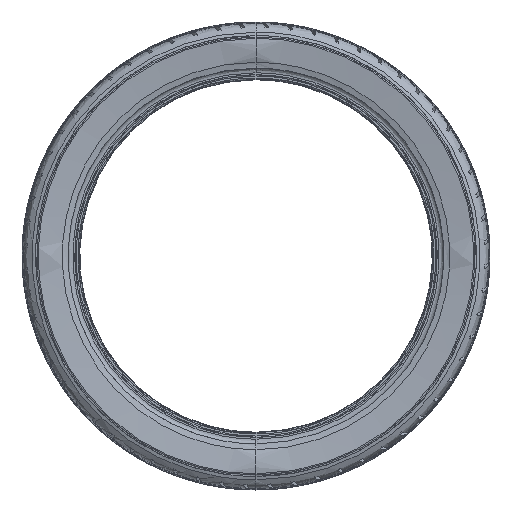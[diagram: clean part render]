
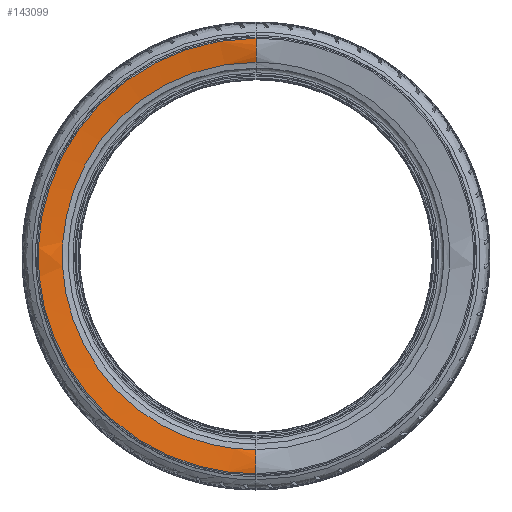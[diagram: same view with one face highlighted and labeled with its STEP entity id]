
A CAD part, left-side view. The second image highlights one B-rep face of the part: STEP entity #143099.
In plain terms, the highlighted free-form (B-spline) face has degree [2, 2] with [5, 3] control points.
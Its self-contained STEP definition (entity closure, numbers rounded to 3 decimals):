
#143016 = VERTEX_POINT('',#143017);
#143017 = CARTESIAN_POINT('',(-169.189,0.,401.488));
#143024 = VERTEX_POINT('',#143025);
#143025 = CARTESIAN_POINT('',(-169.189,0.,
    -401.488));
#143059 = EDGE_CURVE('',#143060,#143024,#143062,.T.);
#143060 = VERTEX_POINT('',#143061);
#143061 = CARTESIAN_POINT('',(-175.058,0.,
    -451.41));
#143062 = ( BOUNDED_CURVE() B_SPLINE_CURVE(2,(#143063,#143064,#143065),
.UNSPECIFIED.,.F.,.F.) B_SPLINE_CURVE_WITH_KNOTS((3,3),(4.515,
5.144),.PIECEWISE_BEZIER_KNOTS.) CURVE() 
GEOMETRIC_REPRESENTATION_ITEM() RATIONAL_B_SPLINE_CURVE((1.,
0.951,1.)) REPRESENTATION_ITEM('') );
#143063 = CARTESIAN_POINT('',(-175.058,0.,
    -451.41));
#143064 = CARTESIAN_POINT('',(-180.241,0.,
    -425.495));
#143065 = CARTESIAN_POINT('',(-169.189,0.,
    -401.488));
#143068 = VERTEX_POINT('',#143069);
#143069 = CARTESIAN_POINT('',(-175.058,0.,451.41));
#143077 = EDGE_CURVE('',#143068,#143016,#143078,.T.);
#143078 = ( BOUNDED_CURVE() B_SPLINE_CURVE(2,(#143079,#143080,#143081),
.UNSPECIFIED.,.F.,.F.) B_SPLINE_CURVE_WITH_KNOTS((3,3),(4.515,
5.144),.PIECEWISE_BEZIER_KNOTS.) CURVE() 
GEOMETRIC_REPRESENTATION_ITEM() RATIONAL_B_SPLINE_CURVE((1.,
0.951,1.)) REPRESENTATION_ITEM('') );
#143079 = CARTESIAN_POINT('',(-175.058,0.,451.41));
#143080 = CARTESIAN_POINT('',(-180.241,0.,425.495));
#143081 = CARTESIAN_POINT('',(-169.189,0.,401.488));
#143099 = ADVANCED_FACE('',(#143100),#143120,.T.);
#143100 = FACE_BOUND('',#143101,.T.);
#143101 = EDGE_LOOP('',(#143102,#143110,#143111,#143119));
#143102 = ORIENTED_EDGE('',*,*,#143103,.T.);
#143103 = EDGE_CURVE('',#143068,#143060,#143104,.T.);
#143104 = ( BOUNDED_CURVE() B_SPLINE_CURVE(2,(#143105,#143106,#143107,
#143108,#143109),.UNSPECIFIED.,.F.,.F.) B_SPLINE_CURVE_WITH_KNOTS((3,2,3
),(0.,1.571,3.142),.PIECEWISE_BEZIER_KNOTS.) CURVE() 
GEOMETRIC_REPRESENTATION_ITEM() RATIONAL_B_SPLINE_CURVE((1.,
0.707,1.,0.707,1.)) REPRESENTATION_ITEM('') );
#143105 = CARTESIAN_POINT('',(-175.058,0.,451.41));
#143106 = CARTESIAN_POINT('',(-175.058,451.41,
    451.41));
#143107 = CARTESIAN_POINT('',(-175.058,451.41,
    0.));
#143108 = CARTESIAN_POINT('',(-175.058,451.41,
    -451.41));
#143109 = CARTESIAN_POINT('',(-175.058,0.,
    -451.41));
#143110 = ORIENTED_EDGE('',*,*,#143059,.T.);
#143111 = ORIENTED_EDGE('',*,*,#143112,.F.);
#143112 = EDGE_CURVE('',#143016,#143024,#143113,.T.);
#143113 = ( BOUNDED_CURVE() B_SPLINE_CURVE(2,(#143114,#143115,#143116,
#143117,#143118),.UNSPECIFIED.,.F.,.F.) B_SPLINE_CURVE_WITH_KNOTS((3,2,3
),(0.,1.571,3.142),.PIECEWISE_BEZIER_KNOTS.) CURVE() 
GEOMETRIC_REPRESENTATION_ITEM() RATIONAL_B_SPLINE_CURVE((1.,
0.707,1.,0.707,1.)) REPRESENTATION_ITEM('') );
#143114 = CARTESIAN_POINT('',(-169.189,0.,401.488));
#143115 = CARTESIAN_POINT('',(-169.189,401.488,
    401.488));
#143116 = CARTESIAN_POINT('',(-169.189,401.488,
    0.));
#143117 = CARTESIAN_POINT('',(-169.189,401.488,
    -401.488));
#143118 = CARTESIAN_POINT('',(-169.189,0.,
    -401.488));
#143119 = ORIENTED_EDGE('',*,*,#143077,.F.);
#143120 = ( BOUNDED_SURFACE() B_SPLINE_SURFACE(2,2,(
    (#143121,#143122,#143123)
    ,(#143124,#143125,#143126)
    ,(#143127,#143128,#143129)
    ,(#143130,#143131,#143132)
    ,(#143133,#143134,#143135
)),.UNSPECIFIED.,.F.,.F.,.F.) B_SPLINE_SURFACE_WITH_KNOTS((3,2,3),(3,3),
  (0.,1.571,3.142),(1.373,2.002),
.PIECEWISE_BEZIER_KNOTS.) GEOMETRIC_REPRESENTATION_ITEM() 
RATIONAL_B_SPLINE_SURFACE((
    (1.,0.951,1.)
    ,(0.707,0.672,0.707)
    ,(1.,0.951,1.)
    ,(0.707,0.672,0.707)
,(1.,0.951,1.))) REPRESENTATION_ITEM('') SURFACE() );
#143121 = CARTESIAN_POINT('',(-175.058,0.,451.41));
#143122 = CARTESIAN_POINT('',(-180.241,0.,425.495));
#143123 = CARTESIAN_POINT('',(-169.189,0.,401.488));
#143124 = CARTESIAN_POINT('',(-175.058,451.41,
    451.41));
#143125 = CARTESIAN_POINT('',(-180.241,425.495,
    425.495));
#143126 = CARTESIAN_POINT('',(-169.189,401.488,
    401.488));
#143127 = CARTESIAN_POINT('',(-175.058,451.41,
    0.));
#143128 = CARTESIAN_POINT('',(-180.241,425.495,
    0.));
#143129 = CARTESIAN_POINT('',(-169.189,401.488,
    0.));
#143130 = CARTESIAN_POINT('',(-175.058,451.41,
    -451.41));
#143131 = CARTESIAN_POINT('',(-180.241,425.495,
    -425.495));
#143132 = CARTESIAN_POINT('',(-169.189,401.488,
    -401.488));
#143133 = CARTESIAN_POINT('',(-175.058,0.,
    -451.41));
#143134 = CARTESIAN_POINT('',(-180.241,0.,
    -425.495));
#143135 = CARTESIAN_POINT('',(-169.189,0.,
    -401.488));
